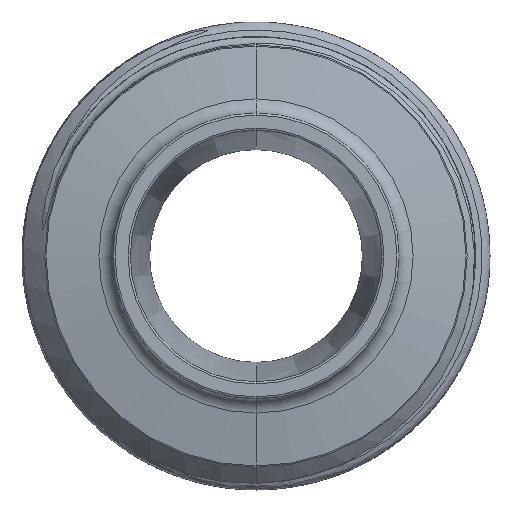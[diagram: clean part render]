
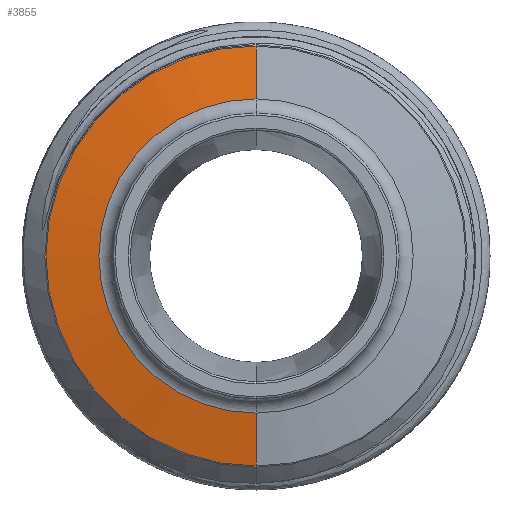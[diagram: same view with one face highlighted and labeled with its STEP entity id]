
A CAD part, left-side view. The second image highlights one B-rep face of the part: STEP entity #3855.
In plain terms, the highlighted conical face has half-angle 80 degrees and reference radius 19.81 mm.
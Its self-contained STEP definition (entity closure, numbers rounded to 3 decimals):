
#271 = CARTESIAN_POINT ( 'NONE',  ( -14.399, 0., -19.748 ) ) ;
#399 = EDGE_CURVE ( 'NONE', #9327, #468, #9405, .T. ) ;
#424 = VECTOR ( 'NONE', #1908, 1000. ) ;
#468 = VERTEX_POINT ( 'NONE', #2568 ) ;
#1270 = CARTESIAN_POINT ( 'NONE',  ( -14.388, 0., 0. ) ) ;
#1859 = LINE ( 'NONE', #7257, #3100 ) ;
#1908 = DIRECTION ( 'NONE',  ( 0.174, 0., 0.985 ) ) ;
#2568 = CARTESIAN_POINT ( 'NONE',  ( -15.276, 0., 14.772 ) ) ;
#3100 = VECTOR ( 'NONE', #16637, 1000. ) ;
#3384 = CARTESIAN_POINT ( 'NONE',  ( -15.276, 0., -14.772 ) ) ;
#3855 = ADVANCED_FACE ( 'NONE', ( #15819 ), #14975, .T. ) ;
#4907 = DIRECTION ( 'NONE',  ( 1., 0., 0. ) ) ;
#5086 = ORIENTED_EDGE ( 'NONE', *, *, #14416, .T. ) ;
#5444 = EDGE_CURVE ( 'NONE', #468, #15380, #15767, .T. ) ;
#6143 = EDGE_LOOP ( 'NONE', ( #12016, #17073, #5086, #8793 ) ) ;
#6434 = CIRCLE ( 'NONE', #7856, 19.748 ) ;
#7257 = CARTESIAN_POINT ( 'NONE',  ( -14.388, 0., -19.81 ) ) ;
#7856 = AXIS2_PLACEMENT_3D ( 'NONE', #10964, #13572, #12206 ) ;
#8793 = ORIENTED_EDGE ( 'NONE', *, *, #12804, .F. ) ;
#9327 = VERTEX_POINT ( 'NONE', #3384 ) ;
#9405 = CIRCLE ( 'NONE', #16971, 14.772 ) ;
#10293 = DIRECTION ( 'NONE',  ( 0., 0., -1. ) ) ;
#10592 = DIRECTION ( 'NONE',  ( 1., 0., 0. ) ) ;
#10964 = CARTESIAN_POINT ( 'NONE',  ( -14.399, 0., 0. ) ) ;
#12016 = ORIENTED_EDGE ( 'NONE', *, *, #399, .T. ) ;
#12019 = VERTEX_POINT ( 'NONE', #271 ) ;
#12206 = DIRECTION ( 'NONE',  ( 0., 0., 1. ) ) ;
#12804 = EDGE_CURVE ( 'NONE', #9327, #12019, #1859, .T. ) ;
#13572 = DIRECTION ( 'NONE',  ( -1., 0., 0. ) ) ;
#13604 = CARTESIAN_POINT ( 'NONE',  ( -14.388, 0., 19.81 ) ) ;
#14416 = EDGE_CURVE ( 'NONE', #15380, #12019, #6434, .T. ) ;
#14975 = CONICAL_SURFACE ( 'NONE', #17425, 19.81, 1.396 ) ;
#15380 = VERTEX_POINT ( 'NONE', #16889 ) ;
#15767 = LINE ( 'NONE', #13604, #424 ) ;
#15819 = FACE_OUTER_BOUND ( 'NONE', #6143, .T. ) ;
#16637 = DIRECTION ( 'NONE',  ( 0.174, 0., -0.985 ) ) ;
#16889 = CARTESIAN_POINT ( 'NONE',  ( -14.399, 0., 19.748 ) ) ;
#16971 = AXIS2_PLACEMENT_3D ( 'NONE', #17031, #4907, #10293 ) ;
#17031 = CARTESIAN_POINT ( 'NONE',  ( -15.276, 0., 0. ) ) ;
#17073 = ORIENTED_EDGE ( 'NONE', *, *, #5444, .T. ) ;
#17383 = DIRECTION ( 'NONE',  ( 0., 0., -1. ) ) ;
#17425 = AXIS2_PLACEMENT_3D ( 'NONE', #1270, #10592, #17383 ) ;
